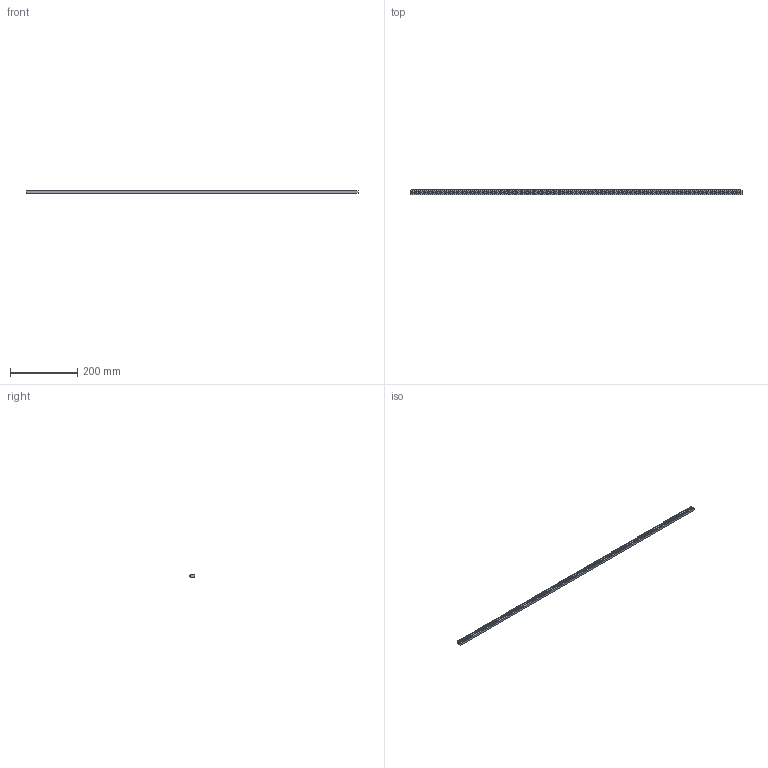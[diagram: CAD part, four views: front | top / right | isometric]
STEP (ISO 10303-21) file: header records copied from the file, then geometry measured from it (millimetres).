
FILE_DESCRIPTION (( 'STEP AP203' ), '1' );
FILE_NAME ('7x12mm - 126 Delikli Pano Topraklama Klemensi.STEP', '2018-11-30T13:32:25', ( '' ), ( '' ), 'SwSTEP 2.0', 'SolidWorks 2011', '' );
FILE_SCHEMA (( 'CONFIG_CONTROL_DESIGN' ));
Length unit declared in the file: millimetre
Products named in the file (1): 7x12mm - 126 Delikli Pano Topraklama Klemensi
Bounding box: 988 x 15 x 6.5 mm (x, y, z)
Volume: 83383.5 mm3; surface area: 47589.1 mm2
Topology: 1 solids, 1 shells, 2652 faces, 6816 edges, 4544 vertices
Faces by surface type: plane 1896, cylinder 756
Entity records: 80873 total; most frequent: CARTESIAN_POINT 15525, DIRECTION 13634, ORIENTED_EDGE 13632, EDGE_CURVE 6816, AXIS2_PLACEMENT_3D 4669, VERTEX_POINT 4544, LINE 4296, VECTOR 4296
